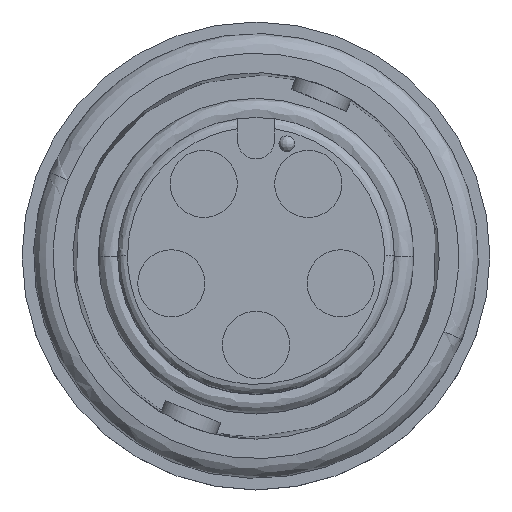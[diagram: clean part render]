
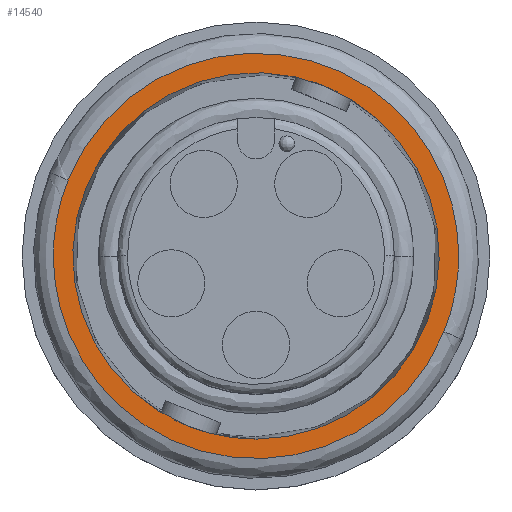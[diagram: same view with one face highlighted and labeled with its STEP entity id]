
A CAD part, top view. The second image highlights one B-rep face of the part: STEP entity #14540.
In plain terms, the highlighted planar face has unit normal (0, 0, 1).
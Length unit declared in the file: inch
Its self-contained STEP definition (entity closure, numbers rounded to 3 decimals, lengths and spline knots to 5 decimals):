
#707 = AXIS2_PLACEMENT_3D ( 'NONE', #12496, #12498, #12500 ) ;
#1927 = CARTESIAN_POINT ( 'NONE',  ( -0.10414, -0.25776, -0.041 ) ) ;
#2050 = CARTESIAN_POINT ( 'NONE',  ( -0.28511, 0.11519, -0.041 ) ) ;
#2064 = CARTESIAN_POINT ( 'NONE',  ( 0.10414, 0.25776, -0.041 ) ) ;
#2555 = ORIENTED_EDGE ( 'NONE', *, *, #15797, .F. ) ;
#2584 = ORIENTED_EDGE ( 'NONE', *, *, #15955, .F. ) ;
#2601 = ORIENTED_EDGE ( 'NONE', *, *, #15864, .F. ) ;
#2694 = ORIENTED_EDGE ( 'NONE', *, *, #14517, .F. ) ;
#2865 = ORIENTED_EDGE ( 'NONE', *, *, #15781, .F. ) ;
#3992 = AXIS2_PLACEMENT_3D ( 'NONE', #13028, #13030, #13032 ) ;
#4051 = AXIS2_PLACEMENT_3D ( 'NONE', #9594, #9598, #9599 ) ;
#4348 = FACE_BOUND ( 'NONE', #10482, .T. ) ;
#4350 = FACE_OUTER_BOUND ( 'NONE', #10307, .T. ) ;
#4487 = AXIS2_PLACEMENT_3D ( 'NONE', #6058, #6059, #6060 ) ;
#5924 = CARTESIAN_POINT ( 'NONE',  ( 0.28511, -0.11519, -0.041 ) ) ;
#5925 = CARTESIAN_POINT ( 'NONE',  ( 0.05473, -0.68541, -0.041 ) ) ;
#5926 = CARTESIAN_POINT ( 'NONE',  ( -0.51549, -0.45503, -0.041 ) ) ;
#5927 = CARTESIAN_POINT ( 'NONE',  ( -0.28511, 0.11519, -0.041 ) ) ;
#6057 = PLANE ( 'NONE',  #4487 ) ;
#6058 = CARTESIAN_POINT ( 'NONE',  ( 0., 0., -0.041 ) ) ;
#6059 = DIRECTION ( 'NONE',  ( 0., 0., -1. ) ) ;
#6060 = DIRECTION ( 'NONE',  ( -1., 0., 0. ) ) ;
#6907 = CIRCLE ( 'NONE', #707, 0.278 ) ;
#6932 = CIRCLE ( 'NONE', #4051, 0.278 ) ;
#6945 = CIRCLE ( 'NONE', #3992, 0.278 ) ;
#7992 = CARTESIAN_POINT ( 'NONE',  ( 0., -0.278, -0.041 ) ) ;
#8378 = CARTESIAN_POINT ( 'NONE',  ( 0.28511, -0.11519, -0.041 ) ) ;
#9594 = CARTESIAN_POINT ( 'NONE',  ( 0., 0., -0.041 ) ) ;
#9598 = DIRECTION ( 'NONE',  ( 0., 0., 1. ) ) ;
#9599 = DIRECTION ( 'NONE',  ( 0., -1., 0. ) ) ;
#10307 = EDGE_LOOP ( 'NONE', ( #2865, #2694 ) ) ;
#10482 = EDGE_LOOP ( 'NONE', ( #2555, #2584, #2601 ) ) ;
#11261 = VERTEX_POINT ( 'NONE', #7992 ) ;
#11691 = VERTEX_POINT ( 'NONE', #8378 ) ;
#12356 = CARTESIAN_POINT ( 'NONE',  ( -0.28511, 0.11519, -0.041 ) ) ;
#12358 = CARTESIAN_POINT ( 'NONE',  ( -0.05473, 0.68541, -0.041 ) ) ;
#12360 = CARTESIAN_POINT ( 'NONE',  ( 0.51549, 0.45503, -0.041 ) ) ;
#12362 = CARTESIAN_POINT ( 'NONE',  ( 0.28511, -0.11519, -0.041 ) ) ;
#12496 = CARTESIAN_POINT ( 'NONE',  ( 0., 0., -0.041 ) ) ;
#12498 = DIRECTION ( 'NONE',  ( 0., 0., 1. ) ) ;
#12500 = DIRECTION ( 'NONE',  ( 0., -1., 0. ) ) ;
#12534 = VERTEX_POINT ( 'NONE', #2064 ) ;
#12939 = VERTEX_POINT ( 'NONE', #1927 ) ;
#13028 = CARTESIAN_POINT ( 'NONE',  ( 0., 0., -0.041 ) ) ;
#13030 = DIRECTION ( 'NONE',  ( 0., 0., 1. ) ) ;
#13032 = DIRECTION ( 'NONE',  ( 0., -1., 0. ) ) ;
#13173 = VERTEX_POINT ( 'NONE', #2050 ) ;
#13505 =( BOUNDED_CURVE ( )  B_SPLINE_CURVE ( 3, ( #5924, #5925, #5926, #5927 ),
 .UNSPECIFIED., .F., .T. ) 
 B_SPLINE_CURVE_WITH_KNOTS ( ( 4, 4 ),
 ( 0., 1. ),
 .UNSPECIFIED. ) 
 CURVE ( )  GEOMETRIC_REPRESENTATION_ITEM ( )  RATIONAL_B_SPLINE_CURVE ( ( 1., 0.333, 0.333, 1. ) ) 
 REPRESENTATION_ITEM ( '' )  );
#14517 = EDGE_CURVE ( 'NONE', #11691, #13173, #13505, .T. ) ;
#14540 = ADVANCED_FACE ( 'NONE', ( #4350, #4348 ), #6057, .F. ) ;
#15781 = EDGE_CURVE ( 'NONE', #13173, #11691, #16072, .T. ) ;
#15797 = EDGE_CURVE ( 'NONE', #12939, #11261, #6907, .T. ) ;
#15864 = EDGE_CURVE ( 'NONE', #11261, #12534, #6945, .T. ) ;
#15955 = EDGE_CURVE ( 'NONE', #12534, #12939, #6932, .T. ) ;
#16072 =( BOUNDED_CURVE ( )  B_SPLINE_CURVE ( 3, ( #12356, #12358, #12360, #12362 ),
 .UNSPECIFIED., .F., .F. ) 
 B_SPLINE_CURVE_WITH_KNOTS ( ( 4, 4 ),
 ( 0., 1. ),
 .UNSPECIFIED. ) 
 CURVE ( )  GEOMETRIC_REPRESENTATION_ITEM ( )  RATIONAL_B_SPLINE_CURVE ( ( 1., 0.333, 0.333, 1. ) ) 
 REPRESENTATION_ITEM ( '' )  );
